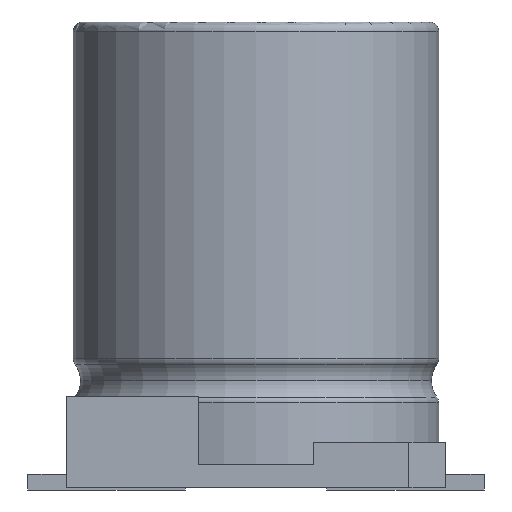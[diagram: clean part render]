
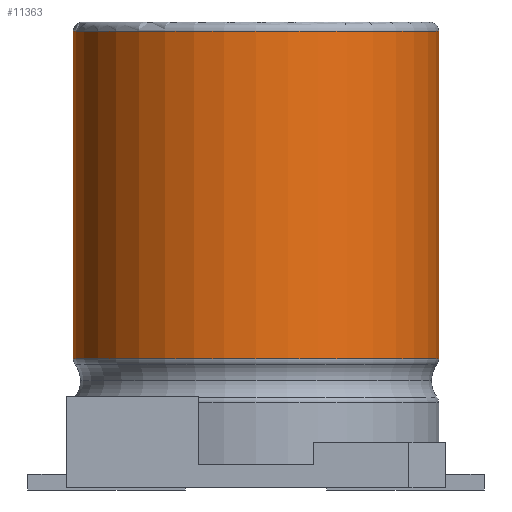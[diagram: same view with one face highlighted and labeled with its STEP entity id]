
A CAD part, front view. The second image highlights one B-rep face of the part: STEP entity #11363.
In plain terms, the highlighted cylindrical face has radius 4 mm (diameter 8 mm), a partial arc.
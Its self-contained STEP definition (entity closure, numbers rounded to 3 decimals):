
#358 = DIRECTION ( 'NONE',  ( 0., 0., 1. ) ) ;
#515 = CARTESIAN_POINT ( 'NONE',  ( 4., 0., 31.714 ) ) ;
#1032 = DIRECTION ( 'NONE',  ( 1., 0., 0. ) ) ;
#1158 = EDGE_CURVE ( 'NONE', #9614, #8838, #13631, .T. ) ;
#1336 = VECTOR ( 'NONE', #4238, 1000. ) ;
#1338 = FACE_OUTER_BOUND ( 'NONE', #12211, .T. ) ;
#1349 = DIRECTION ( 'NONE',  ( 0., 0., -1. ) ) ;
#1391 = CIRCLE ( 'NONE', #5825, 4. ) ;
#2071 = CARTESIAN_POINT ( 'NONE',  ( -4., 0., 31.714 ) ) ;
#2677 = DIRECTION ( 'NONE',  ( 0., 0., -1. ) ) ;
#4238 = DIRECTION ( 'NONE',  ( 0., 0., -1. ) ) ;
#4387 = ORIENTED_EDGE ( 'NONE', *, *, #13441, .T. ) ;
#4626 = DIRECTION ( 'NONE',  ( -1., 0., 0. ) ) ;
#5380 = CARTESIAN_POINT ( 'NONE',  ( -4., 0., 10. ) ) ;
#5429 = VERTEX_POINT ( 'NONE', #8747 ) ;
#5825 = AXIS2_PLACEMENT_3D ( 'NONE', #6768, #358, #7554 ) ;
#6768 = CARTESIAN_POINT ( 'NONE',  ( 0., 0., 2.82 ) ) ;
#6789 = CARTESIAN_POINT ( 'NONE',  ( 4., 0., 10. ) ) ;
#6948 = VECTOR ( 'NONE', #1349, 1000. ) ;
#7017 = AXIS2_PLACEMENT_3D ( 'NONE', #13731, #9747, #1032 ) ;
#7554 = DIRECTION ( 'NONE',  ( -1., 0., 0. ) ) ;
#8725 = CARTESIAN_POINT ( 'NONE',  ( 0., 0., 31.714 ) ) ;
#8747 = CARTESIAN_POINT ( 'NONE',  ( -4., 0., 2.82 ) ) ;
#8838 = VERTEX_POINT ( 'NONE', #5380 ) ;
#8886 = EDGE_CURVE ( 'NONE', #5429, #11570, #1391, .T. ) ;
#9397 = LINE ( 'NONE', #2071, #1336 ) ;
#9442 = ORIENTED_EDGE ( 'NONE', *, *, #8886, .T. ) ;
#9499 = AXIS2_PLACEMENT_3D ( 'NONE', #8725, #2677, #4626 ) ;
#9561 = EDGE_CURVE ( 'NONE', #9614, #11570, #13149, .T. ) ;
#9614 = VERTEX_POINT ( 'NONE', #6789 ) ;
#9747 = DIRECTION ( 'NONE',  ( 0., 0., -1. ) ) ;
#10706 = CARTESIAN_POINT ( 'NONE',  ( 4., 0., 2.82 ) ) ;
#11025 = CYLINDRICAL_SURFACE ( 'NONE', #9499, 4. ) ;
#11179 = ORIENTED_EDGE ( 'NONE', *, *, #1158, .T. ) ;
#11363 = ADVANCED_FACE ( 'NONE', ( #1338 ), #11025, .T. ) ;
#11570 = VERTEX_POINT ( 'NONE', #10706 ) ;
#11646 = ORIENTED_EDGE ( 'NONE', *, *, #9561, .F. ) ;
#12211 = EDGE_LOOP ( 'NONE', ( #11646, #11179, #4387, #9442 ) ) ;
#13149 = LINE ( 'NONE', #515, #6948 ) ;
#13441 = EDGE_CURVE ( 'NONE', #8838, #5429, #9397, .T. ) ;
#13631 = CIRCLE ( 'NONE', #7017, 4. ) ;
#13731 = CARTESIAN_POINT ( 'NONE',  ( 0., 0., 10. ) ) ;
